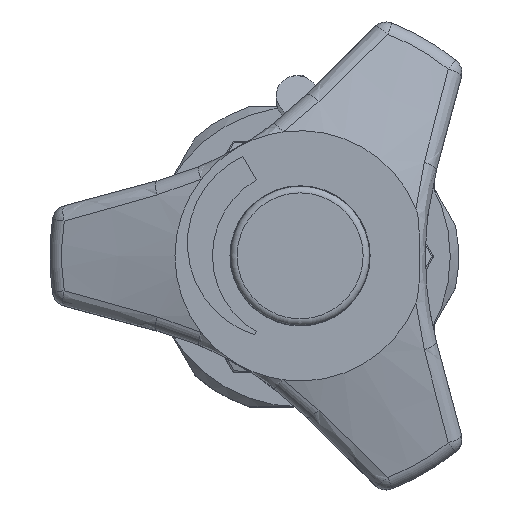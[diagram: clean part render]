
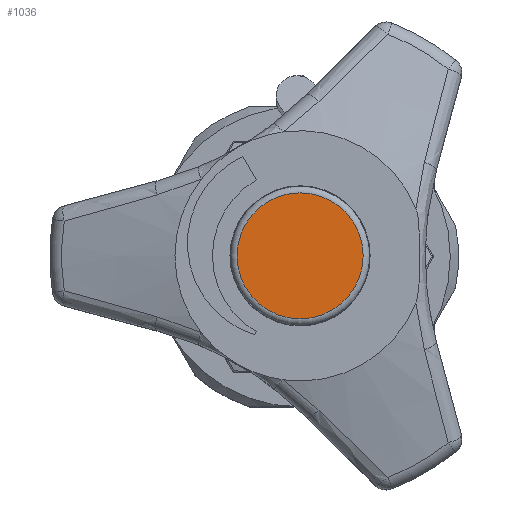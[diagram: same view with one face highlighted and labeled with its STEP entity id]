
A CAD part, top view. The second image highlights one B-rep face of the part: STEP entity #1036.
In plain terms, the highlighted planar face has unit normal (0, 0, 1).
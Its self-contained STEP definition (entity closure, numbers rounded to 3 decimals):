
#1036 = ADVANCED_FACE( '', ( #2299 ), #2300, .T. );
#2299 = FACE_OUTER_BOUND( '', #5887, .T. );
#2300 = PLANE( '', #5888 );
#5887 = EDGE_LOOP( '', ( #9549 ) );
#5888 = AXIS2_PLACEMENT_3D( '', #9550, #9551, #9552 );
#9549 = ORIENTED_EDGE( '', *, *, #11903, .T. );
#9550 = CARTESIAN_POINT( '', ( 5.505, 48.671, 143.092 ) );
#9551 = DIRECTION( '', ( 0., 0., 1. ) );
#9552 = DIRECTION( '', ( 1., 0., 0. ) );
#11903 = EDGE_CURVE( '', #13954, #13954, #13955, .T. );
#13954 = VERTEX_POINT( '', #19865 );
#13955 = CIRCLE( '', #19866, 7.553 );
#19865 = CARTESIAN_POINT( '', ( 13.058, 48.671, 143.092 ) );
#19866 = AXIS2_PLACEMENT_3D( '', #23373, #23374, #23375 );
#23373 = CARTESIAN_POINT( '', ( 5.505, 48.671, 143.092 ) );
#23374 = DIRECTION( '', ( 0., 0., 1. ) );
#23375 = DIRECTION( '', ( 1., 0., 0. ) );
